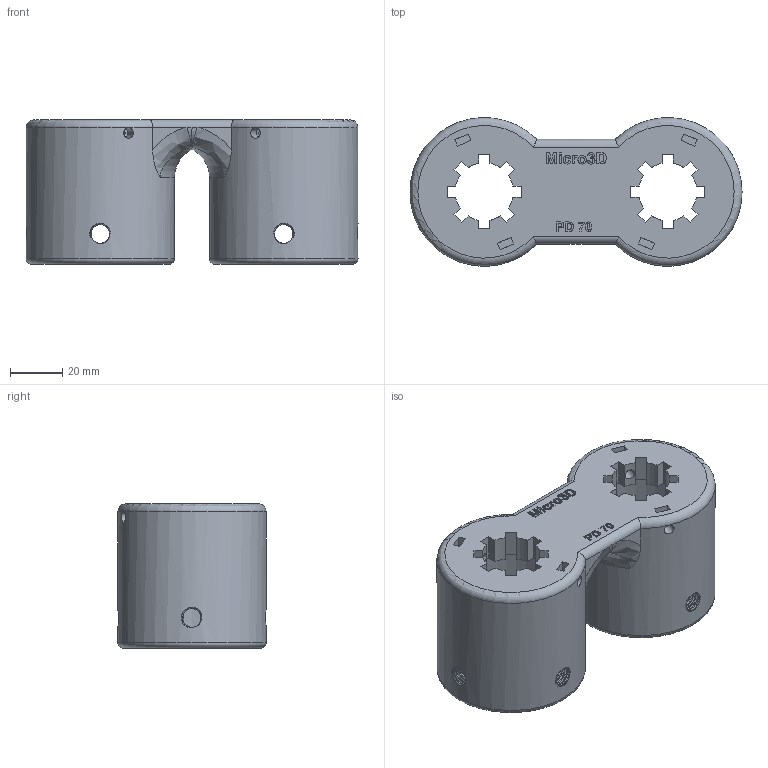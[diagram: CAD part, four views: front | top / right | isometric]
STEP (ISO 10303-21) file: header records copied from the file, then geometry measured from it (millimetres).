
FILE_DESCRIPTION(/* description */ (''),/* implementation_level */ '2;1');
FILE_NAME(/* name */ 'Micro3D_Base.step',/* time_stamp */ '2021-07-09T16:12:35-05:00',/* author */ (''),/* organization */ (''),/* preprocessor_version */ 'ST-DEVELOPER v18.1',/* originating_system */ 'Autodesk Translation Framework v10.9.0.1377',/* authorisation */ '');
FILE_SCHEMA (('AUTOMOTIVE_DESIGN { 1 0 10303 214 3 1 1 }'));
Length unit declared in the file: millimetre
Products named in the file (1): micro3D
Bounding box: 126.6 x 56.6 x 55 mm (x, y, z)
Volume: 143714.2 mm3; surface area: 44386.2 mm2
Topology: 1 solids, 1 shells, 447 faces, 1277 edges, 850 vertices
Faces by surface type: plane 163, bspline 162, cylinder 114, torus 8
Full cylindrical faces by diameter (mm): 4 x8, 7.179 x16, 8.17 x20, 42.6 x2, 56.6 x2
Entity records: 20672 total; most frequent: CARTESIAN_POINT 10420, ORIENTED_EDGE 2552, DIRECTION 1369, EDGE_CURVE 1276, VERTEX_POINT 850, LINE 621, VECTOR 621, B_SPLINE_CURVE_WITH_KNOTS 567
